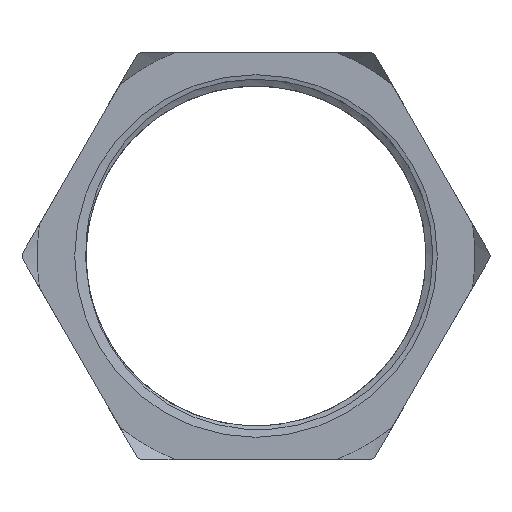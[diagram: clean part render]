
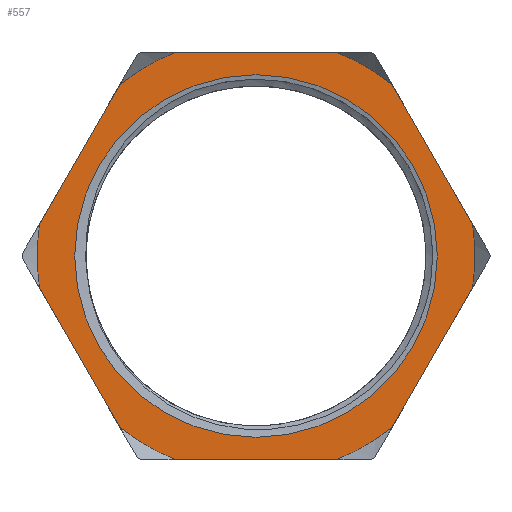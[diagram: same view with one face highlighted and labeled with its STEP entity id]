
A CAD part, left-side view. The second image highlights one B-rep face of the part: STEP entity #557.
In plain terms, the highlighted planar face has unit normal (-1, 0, 0).
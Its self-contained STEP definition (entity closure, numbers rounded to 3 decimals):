
#16=LINE('',#1545,#34);
#19=LINE('',#1568,#37);
#22=LINE('',#1591,#40);
#25=LINE('',#1614,#43);
#28=LINE('',#1637,#46);
#31=LINE('',#1660,#49);
#34=VECTOR('',#658,10.);
#37=VECTOR('',#663,10.);
#40=VECTOR('',#668,10.);
#43=VECTOR('',#673,10.);
#46=VECTOR('',#678,10.);
#49=VECTOR('',#683,10.);
#82=PLANE('',#626);
#96=FACE_BOUND('',#165,.T.);
#128=FACE_OUTER_BOUND('',#164,.T.);
#164=EDGE_LOOP('',(#494,#495,#496,#497,#498,#499,#500,#501,#502,#503,#504,
#505));
#165=EDGE_LOOP('',(#506));
#169=CIRCLE('',#570,20.486);
#189=CIRCLE('',#611,24.75);
#190=CIRCLE('',#613,24.75);
#191=CIRCLE('',#615,24.75);
#192=CIRCLE('',#617,24.75);
#193=CIRCLE('',#619,24.75);
#197=CIRCLE('',#627,24.75);
#212=VERTEX_POINT('',#813);
#223=VERTEX_POINT('',#1540);
#224=VERTEX_POINT('',#1544);
#230=VERTEX_POINT('',#1563);
#231=VERTEX_POINT('',#1567);
#237=VERTEX_POINT('',#1586);
#238=VERTEX_POINT('',#1590);
#244=VERTEX_POINT('',#1609);
#245=VERTEX_POINT('',#1613);
#251=VERTEX_POINT('',#1632);
#252=VERTEX_POINT('',#1636);
#258=VERTEX_POINT('',#1655);
#259=VERTEX_POINT('',#1659);
#266=EDGE_CURVE('',#212,#212,#169,.T.);
#282=EDGE_CURVE('',#224,#223,#16,.T.);
#289=EDGE_CURVE('',#231,#230,#19,.T.);
#296=EDGE_CURVE('',#238,#237,#22,.T.);
#303=EDGE_CURVE('',#245,#244,#25,.T.);
#310=EDGE_CURVE('',#252,#251,#28,.T.);
#317=EDGE_CURVE('',#259,#258,#31,.T.);
#336=EDGE_CURVE('',#238,#258,#189,.T.);
#337=EDGE_CURVE('',#224,#251,#190,.T.);
#338=EDGE_CURVE('',#231,#244,#191,.T.);
#339=EDGE_CURVE('',#245,#237,#192,.T.);
#340=EDGE_CURVE('',#252,#230,#193,.T.);
#344=EDGE_CURVE('',#259,#223,#197,.T.);
#494=ORIENTED_EDGE('',*,*,#282,.T.);
#495=ORIENTED_EDGE('',*,*,#344,.F.);
#496=ORIENTED_EDGE('',*,*,#317,.T.);
#497=ORIENTED_EDGE('',*,*,#336,.F.);
#498=ORIENTED_EDGE('',*,*,#296,.T.);
#499=ORIENTED_EDGE('',*,*,#339,.F.);
#500=ORIENTED_EDGE('',*,*,#303,.T.);
#501=ORIENTED_EDGE('',*,*,#338,.F.);
#502=ORIENTED_EDGE('',*,*,#289,.T.);
#503=ORIENTED_EDGE('',*,*,#340,.F.);
#504=ORIENTED_EDGE('',*,*,#310,.T.);
#505=ORIENTED_EDGE('',*,*,#337,.F.);
#506=ORIENTED_EDGE('',*,*,#266,.T.);
#557=ADVANCED_FACE('',(#128,#96),#82,.T.);
#570=AXIS2_PLACEMENT_3D('',#814,#637,#638);
#611=AXIS2_PLACEMENT_3D('',#1696,#737,#738);
#613=AXIS2_PLACEMENT_3D('',#1698,#741,#742);
#615=AXIS2_PLACEMENT_3D('',#1700,#745,#746);
#617=AXIS2_PLACEMENT_3D('',#1702,#749,#750);
#619=AXIS2_PLACEMENT_3D('',#1704,#753,#754);
#626=AXIS2_PLACEMENT_3D('',#1711,#767,#768);
#627=AXIS2_PLACEMENT_3D('',#1712,#769,#770);
#637=DIRECTION('center_axis',(1.,0.,0.));
#638=DIRECTION('ref_axis',(0.,1.,0.));
#658=DIRECTION('',(0.,1.,0.));
#663=DIRECTION('',(0.,-0.5,0.866));
#668=DIRECTION('',(0.,-0.5,-0.866));
#673=DIRECTION('',(0.,-1.,0.));
#678=DIRECTION('',(0.,0.5,0.866));
#683=DIRECTION('',(0.,0.5,-0.866));
#737=DIRECTION('center_axis',(1.,0.,0.));
#738=DIRECTION('ref_axis',(0.,0.,-1.));
#741=DIRECTION('center_axis',(1.,0.,0.));
#742=DIRECTION('ref_axis',(0.,0.,-1.));
#745=DIRECTION('center_axis',(1.,0.,0.));
#746=DIRECTION('ref_axis',(0.,0.,-1.));
#749=DIRECTION('center_axis',(1.,0.,0.));
#750=DIRECTION('ref_axis',(0.,0.,-1.));
#753=DIRECTION('center_axis',(1.,0.,0.));
#754=DIRECTION('ref_axis',(0.,0.,-1.));
#767=DIRECTION('center_axis',(-1.,0.,0.));
#768=DIRECTION('ref_axis',(0.,0.,1.));
#769=DIRECTION('center_axis',(1.,0.,0.));
#770=DIRECTION('ref_axis',(0.,0.,-1.));
#813=CARTESIAN_POINT('',(-5.47,20.486,0.));
#814=CARTESIAN_POINT('Origin',(-5.47,0.,
0.));
#1540=CARTESIAN_POINT('',(-5.47,9.141,23.));
#1544=CARTESIAN_POINT('',(-5.47,-9.141,23.));
#1545=CARTESIAN_POINT('',(-5.47,18.901,23.));
#1563=CARTESIAN_POINT('',(-5.47,-24.489,-3.583));
#1567=CARTESIAN_POINT('',(-5.47,-15.348,-19.417));
#1568=CARTESIAN_POINT('',(-5.47,-20.088,-11.207));
#1586=CARTESIAN_POINT('',(-5.47,15.348,-19.417));
#1590=CARTESIAN_POINT('',(-5.47,24.489,-3.583));
#1591=CARTESIAN_POINT('',(-5.47,19.749,-11.793));
#1609=CARTESIAN_POINT('',(-5.47,-9.141,-23.));
#1613=CARTESIAN_POINT('',(-5.47,9.141,-23.));
#1614=CARTESIAN_POINT('',(-5.47,5.849,-23.));
#1632=CARTESIAN_POINT('',(-5.47,-15.348,19.417));
#1636=CARTESIAN_POINT('',(-5.47,-24.489,3.583));
#1637=CARTESIAN_POINT('',(-5.47,-13.562,22.51));
#1655=CARTESIAN_POINT('',(-5.47,24.489,3.583));
#1659=CARTESIAN_POINT('',(-5.47,15.348,19.417));
#1660=CARTESIAN_POINT('',(-5.47,26.275,0.49));
#1696=CARTESIAN_POINT('Origin',(-5.47,0.,
0.));
#1698=CARTESIAN_POINT('Origin',(-5.47,0.,
0.));
#1700=CARTESIAN_POINT('Origin',(-5.47,0.,
0.));
#1702=CARTESIAN_POINT('Origin',(-5.47,0.,
0.));
#1704=CARTESIAN_POINT('Origin',(-5.47,0.,
0.));
#1711=CARTESIAN_POINT('Origin',(-5.47,24.75,0.));
#1712=CARTESIAN_POINT('Origin',(-5.47,0.,
0.));
